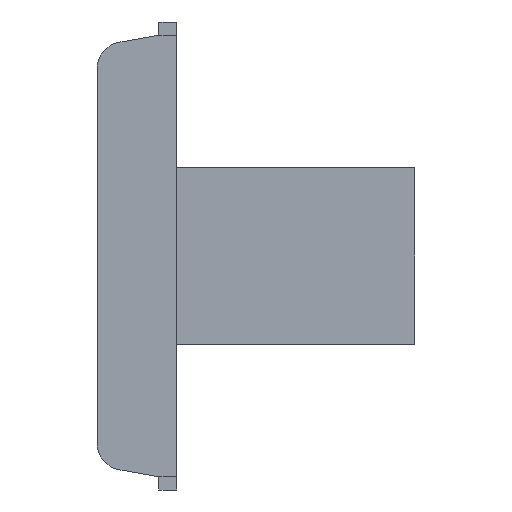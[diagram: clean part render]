
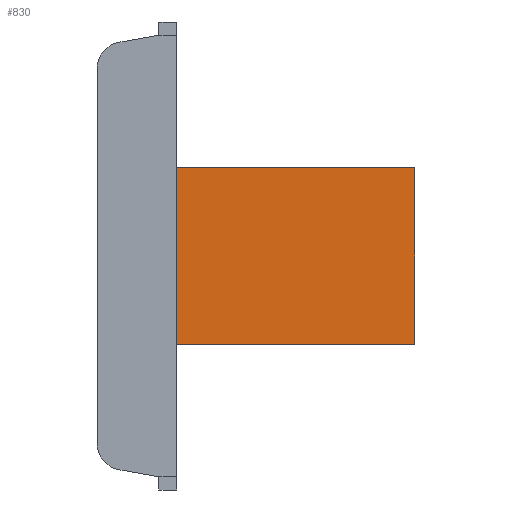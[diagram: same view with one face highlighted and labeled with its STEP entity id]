
A CAD part, left-side view. The second image highlights one B-rep face of the part: STEP entity #830.
In plain terms, the highlighted planar face has unit normal (-1, 0, 0).
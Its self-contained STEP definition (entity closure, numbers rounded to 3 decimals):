
#3 = DIRECTION ( 'NONE',  ( 0., 0., -1. ) ) ;
#7 = CARTESIAN_POINT ( 'NONE',  ( -1.85, 0., -1. ) ) ;
#75 = DIRECTION ( 'NONE',  ( 0., 1., 0. ) ) ;
#134 = ORIENTED_EDGE ( 'NONE', *, *, #886, .F. ) ;
#162 = PLANE ( 'NONE',  #471 ) ;
#194 = VERTEX_POINT ( 'NONE', #249 ) ;
#224 = EDGE_LOOP ( 'NONE', ( #879, #781, #134, #385 ) ) ;
#241 = VECTOR ( 'NONE', #345, 1000. ) ;
#249 = CARTESIAN_POINT ( 'NONE',  ( -1.85, 0., 1. ) ) ;
#266 = FACE_OUTER_BOUND ( 'NONE', #224, .T. ) ;
#334 = LINE ( 'NONE', #889, #778 ) ;
#343 = CARTESIAN_POINT ( 'NONE',  ( -1.85, 0., 1. ) ) ;
#345 = DIRECTION ( 'NONE',  ( 0., -1., 0. ) ) ;
#385 = ORIENTED_EDGE ( 'NONE', *, *, #510, .T. ) ;
#400 = DIRECTION ( 'NONE',  ( 0., 0., -1. ) ) ;
#417 = LINE ( 'NONE', #605, #1038 ) ;
#471 = AXIS2_PLACEMENT_3D ( 'NONE', #343, #593, #75 ) ;
#483 = CARTESIAN_POINT ( 'NONE',  ( -1.85, -2.7, 1. ) ) ;
#510 = EDGE_CURVE ( 'NONE', #194, #988, #334, .T. ) ;
#552 = VERTEX_POINT ( 'NONE', #483 ) ;
#593 = DIRECTION ( 'NONE',  ( 1., 0., 0. ) ) ;
#605 = CARTESIAN_POINT ( 'NONE',  ( -1.85, -2.7, 1. ) ) ;
#611 = DIRECTION ( 'NONE',  ( 0., -1., 0. ) ) ;
#634 = VECTOR ( 'NONE', #611, 1000. ) ;
#717 = LINE ( 'NONE', #1082, #241 ) ;
#778 = VECTOR ( 'NONE', #400, 1000. ) ;
#781 = ORIENTED_EDGE ( 'NONE', *, *, #935, .F. ) ;
#830 = ADVANCED_FACE ( 'NONE', ( #266 ), #162, .F. ) ;
#879 = ORIENTED_EDGE ( 'NONE', *, *, #985, .T. ) ;
#882 = VERTEX_POINT ( 'NONE', #924 ) ;
#886 = EDGE_CURVE ( 'NONE', #194, #552, #717, .T. ) ;
#889 = CARTESIAN_POINT ( 'NONE',  ( -1.85, 0., 1. ) ) ;
#924 = CARTESIAN_POINT ( 'NONE',  ( -1.85, -2.7, -1. ) ) ;
#935 = EDGE_CURVE ( 'NONE', #552, #882, #417, .T. ) ;
#936 = CARTESIAN_POINT ( 'NONE',  ( -1.85, 0., -1. ) ) ;
#985 = EDGE_CURVE ( 'NONE', #988, #882, #1087, .T. ) ;
#988 = VERTEX_POINT ( 'NONE', #936 ) ;
#1038 = VECTOR ( 'NONE', #3, 1000. ) ;
#1082 = CARTESIAN_POINT ( 'NONE',  ( -1.85, 0., 1. ) ) ;
#1087 = LINE ( 'NONE', #7, #634 ) ;
